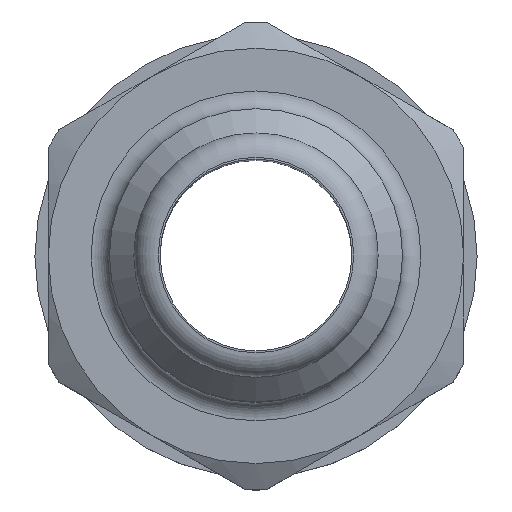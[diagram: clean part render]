
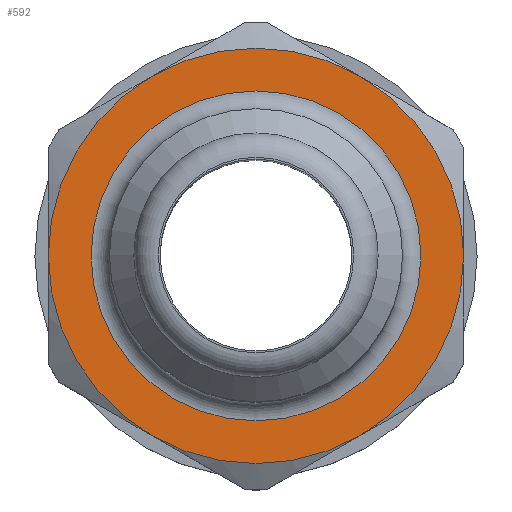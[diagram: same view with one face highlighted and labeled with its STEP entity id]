
A CAD part, top view. The second image highlights one B-rep face of the part: STEP entity #592.
In plain terms, the highlighted planar face has unit normal (0, 0, 1).
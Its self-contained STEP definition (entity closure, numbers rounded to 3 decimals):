
#27=PLANE('',#679);
#91=CIRCLE('',#628,8.5);
#92=CIRCLE('',#630,8.5);
#95=CIRCLE('',#634,8.5);
#96=CIRCLE('',#636,8.5);
#98=CIRCLE('',#639,8.5);
#100=CIRCLE('',#642,8.5);
#119=CIRCLE('',#678,6.75);
#214=ORIENTED_EDGE('',*,*,#290,.F.);
#215=ORIENTED_EDGE('',*,*,#284,.F.);
#216=ORIENTED_EDGE('',*,*,#282,.F.);
#217=ORIENTED_EDGE('',*,*,#300,.F.);
#218=ORIENTED_EDGE('',*,*,#296,.F.);
#219=ORIENTED_EDGE('',*,*,#292,.F.);
#220=ORIENTED_EDGE('',*,*,#338,.T.);
#282=EDGE_CURVE('',#355,#353,#91,.T.);
#284=EDGE_CURVE('',#353,#357,#92,.T.);
#290=EDGE_CURVE('',#357,#360,#95,.T.);
#292=EDGE_CURVE('',#360,#363,#96,.T.);
#296=EDGE_CURVE('',#363,#366,#98,.T.);
#300=EDGE_CURVE('',#366,#355,#100,.T.);
#338=EDGE_CURVE('',#393,#393,#119,.T.);
#353=VERTEX_POINT('',#914);
#355=VERTEX_POINT('',#921);
#357=VERTEX_POINT('',#930);
#360=VERTEX_POINT('',#943);
#363=VERTEX_POINT('',#958);
#366=VERTEX_POINT('',#972);
#393=VERTEX_POINT('',#1068);
#453=EDGE_LOOP('',(#214,#215,#216,#217,#218,#219));
#454=EDGE_LOOP('',(#220));
#523=FACE_BOUND('',#453,.T.);
#524=FACE_BOUND('',#454,.T.);
#592=ADVANCED_FACE('',(#523,#524),#27,.F.);
#628=AXIS2_PLACEMENT_3D('',#922,#719,#720);
#630=AXIS2_PLACEMENT_3D('',#929,#723,#724);
#634=AXIS2_PLACEMENT_3D('',#950,#731,#732);
#636=AXIS2_PLACEMENT_3D('',#957,#735,#736);
#639=AXIS2_PLACEMENT_3D('',#971,#741,#742);
#642=AXIS2_PLACEMENT_3D('',#985,#747,#748);
#678=AXIS2_PLACEMENT_3D('',#1067,#837,#838);
#679=AXIS2_PLACEMENT_3D('',#1069,#839,#840);
#719=DIRECTION('',(0.,0.,-1.));
#720=DIRECTION('',(-1.,0.,0.));
#723=DIRECTION('',(0.,0.,-1.));
#724=DIRECTION('',(-1.,0.,0.));
#731=DIRECTION('',(0.,0.,-1.));
#732=DIRECTION('',(-1.,0.,0.));
#735=DIRECTION('',(0.,0.,-1.));
#736=DIRECTION('',(-1.,0.,0.));
#741=DIRECTION('',(0.,0.,-1.));
#742=DIRECTION('',(-1.,0.,0.));
#747=DIRECTION('',(0.,0.,-1.));
#748=DIRECTION('',(-1.,0.,0.));
#837=DIRECTION('',(0.,0.,-1.));
#838=DIRECTION('',(-1.,0.,0.));
#839=DIRECTION('',(0.,0.,-1.));
#840=DIRECTION('',(-1.,0.,0.));
#914=CARTESIAN_POINT('',(-8.5,0.,12.5));
#921=CARTESIAN_POINT('',(-4.25,-7.361,12.5));
#922=CARTESIAN_POINT('',(0.,0.,12.5));
#929=CARTESIAN_POINT('',(0.,0.,12.5));
#930=CARTESIAN_POINT('',(-4.25,7.361,12.5));
#943=CARTESIAN_POINT('',(4.25,7.361,12.5));
#950=CARTESIAN_POINT('',(0.,0.,12.5));
#957=CARTESIAN_POINT('',(0.,0.,12.5));
#958=CARTESIAN_POINT('',(8.5,0.,12.5));
#971=CARTESIAN_POINT('',(0.,0.,12.5));
#972=CARTESIAN_POINT('',(4.25,-7.361,12.5));
#985=CARTESIAN_POINT('',(0.,0.,12.5));
#1067=CARTESIAN_POINT('',(0.,0.,12.5));
#1068=CARTESIAN_POINT('',(-6.75,0.,12.5));
#1069=CARTESIAN_POINT('',(0.,6.75,12.5));
